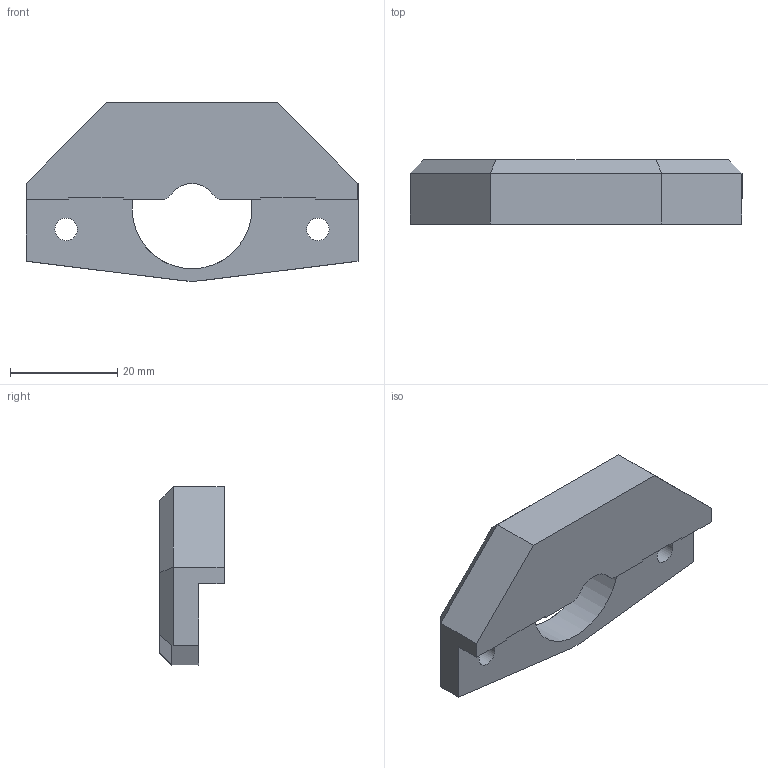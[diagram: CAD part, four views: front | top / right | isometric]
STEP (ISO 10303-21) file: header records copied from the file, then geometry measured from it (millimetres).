
FILE_DESCRIPTION(/* description */ (''),/* implementation_level */ '2;1');
FILE_NAME(/* name */ 'Z Axis bearing mount TOP.step',/* time_stamp */ '2024-11-17T21:02:39+01:00',/* author */ (''),/* organization */ (''),/* preprocessor_version */ 'ST-DEVELOPER v20',/* originating_system */ 'Autodesk Translation Framework v13.20.0.188',/* authorisation */ '');
FILE_SCHEMA (('AUTOMOTIVE_DESIGN { 1 0 10303 214 3 1 1 }'));
Length unit declared in the file: millimetre
Products named in the file (1): Z Axis bearing mount TOP
Bounding box: 62 x 12 x 33.33 mm (x, y, z)
Volume: 13101.8 mm3; surface area: 5228.1 mm2
Topology: 1 solids, 1 shells, 38 faces, 103 edges, 66 vertices
Faces by surface type: plane 28, cylinder 7, cone 3
Full cylindrical faces by diameter (mm): 4.2 x2, 22.35 x1
Entity records: 1232 total; most frequent: CARTESIAN_POINT 215, ORIENTED_EDGE 206, DIRECTION 196, EDGE_CURVE 103, LINE 82, VECTOR 82, VERTEX_POINT 66, AXIS2_PLACEMENT_3D 57
